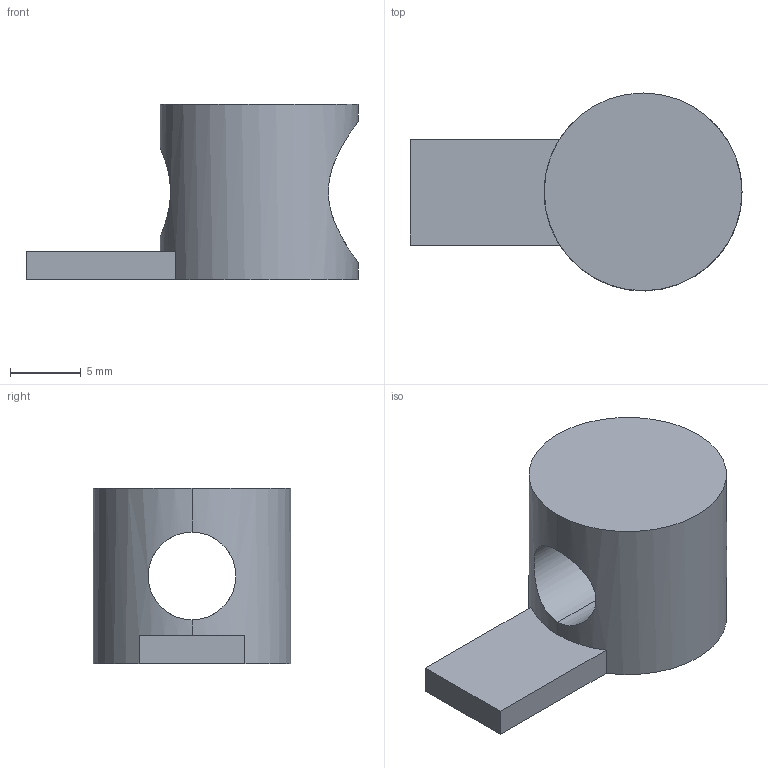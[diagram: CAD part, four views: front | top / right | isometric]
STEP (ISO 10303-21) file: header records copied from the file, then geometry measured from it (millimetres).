
FILE_DESCRIPTION (( 'STEP AP203' ), '1' );
FILE_NAME ('ALF-CCM6-8.step', '2024-08-12T08:43:30', ( '' ), ( '' ), 'SwSTEP 2.0', 'SolidWorks 2022', '' );
FILE_SCHEMA (( 'CONFIG_CONTROL_DESIGN' ));
Length unit declared in the file: millimetre
Products named in the file (1): ALF-CCM6-8
Bounding box: 23.5 x 14 x 12.4 mm (x, y, z)
Volume: 1266 mm3; surface area: 1310.7 mm2
Topology: 1 solids, 1 shells, 13 faces, 32 edges, 20 vertices
Faces by surface type: plane 7, cylinder 6
Entity records: 601 total; most frequent: CARTESIAN_POINT 210, DIRECTION 66, ORIENTED_EDGE 64, EDGE_CURVE 32, AXIS2_PLACEMENT_3D 24, VERTEX_POINT 20, VECTOR 18, LINE 18
